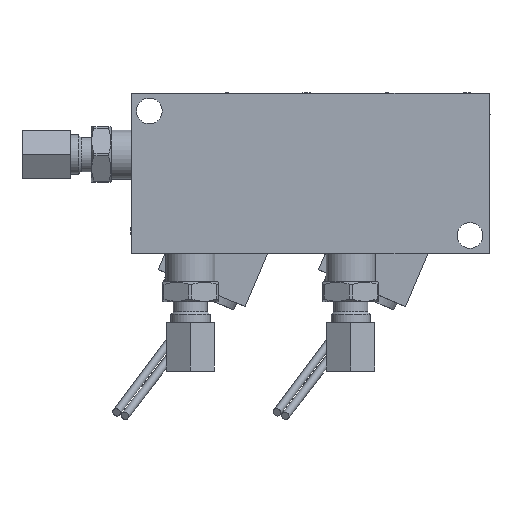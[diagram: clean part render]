
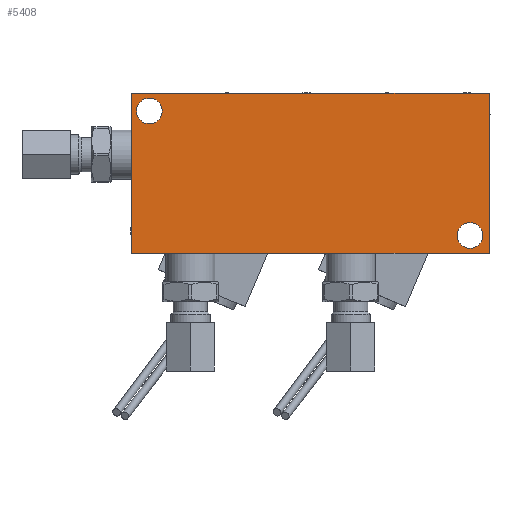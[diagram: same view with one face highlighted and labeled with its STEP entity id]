
A CAD part, front view. The second image highlights one B-rep face of the part: STEP entity #5408.
In plain terms, the highlighted planar face has unit normal (0, -1, 0).
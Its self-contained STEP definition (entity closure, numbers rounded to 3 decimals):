
#4028=CARTESIAN_POINT('',(0.0,0.0,0.0));
#4029=VERTEX_POINT('',#4028);
#4030=CARTESIAN_POINT('',(70.866,0.,0.0));
#4031=VERTEX_POINT('',#4030);
#4032=CARTESIAN_POINT('',(0.0,0.0,0.0));
#4033=DIRECTION('',(1.0,0.0,0.0));
#4034=VECTOR('',#4033,70.866);
#4035=LINE('',#4032,#4034);
#4036=EDGE_CURVE('',#4029,#4031,#4035,.T.);
#4811=CARTESIAN_POINT('',(64.516,0.,3.556));
#4812=VERTEX_POINT('',#4811);
#4813=CARTESIAN_POINT('',(67.056,0.0,3.556));
#4814=DIRECTION('',(0.0,1.0,0.0));
#4815=DIRECTION('',(1.0,0.0,0.0));
#4816=AXIS2_PLACEMENT_3D('',#4813,#4814,#4815);
#4817=CIRCLE('',#4816,2.54);
#4818=EDGE_CURVE('',#4812,#4812,#4817,.T.);
#4860=CARTESIAN_POINT('',(1.016,0.,28.194));
#4861=VERTEX_POINT('',#4860);
#4862=CARTESIAN_POINT('',(3.556,0.,28.194));
#4863=DIRECTION('',(0.0,1.0,0.0));
#4864=DIRECTION('',(1.0,0.0,0.0));
#4865=AXIS2_PLACEMENT_3D('',#4862,#4863,#4864);
#4866=CIRCLE('',#4865,2.54);
#4867=EDGE_CURVE('',#4861,#4861,#4866,.T.);
#5252=CARTESIAN_POINT('',(0.0,0.0,31.75));
#5253=VERTEX_POINT('',#5252);
#5269=CARTESIAN_POINT('',(0.0,0.0,0.0));
#5270=DIRECTION('',(0.0,0.0,1.0));
#5271=VECTOR('',#5270,31.75);
#5272=LINE('',#5269,#5271);
#5273=EDGE_CURVE('',#4029,#5253,#5272,.T.);
#5346=CARTESIAN_POINT('',(70.866,0.,31.75));
#5347=VERTEX_POINT('',#5346);
#5354=CARTESIAN_POINT('',(70.866,0.,0.0));
#5355=DIRECTION('',(0.0,0.0,1.0));
#5356=VECTOR('',#5355,31.75);
#5357=LINE('',#5354,#5356);
#5358=EDGE_CURVE('',#4031,#5347,#5357,.T.);
#5386=CARTESIAN_POINT('',(70.866,0.,0.0));
#5387=DIRECTION('',(0.0,-1.0,0.0));
#5388=DIRECTION('',(0.0,0.0,-1.0));
#5389=AXIS2_PLACEMENT_3D('',#5386,#5387,#5388);
#5390=PLANE('',#5389);
#5391=CARTESIAN_POINT('',(70.866,0.,31.75));
#5392=DIRECTION('',(-1.0,0.0,0.0));
#5393=VECTOR('',#5392,70.866);
#5394=LINE('',#5391,#5393);
#5395=EDGE_CURVE('',#5347,#5253,#5394,.T.);
#5396=ORIENTED_EDGE('',*,*,#5395,.T.);
#5397=ORIENTED_EDGE('',*,*,#5273,.F.);
#5398=ORIENTED_EDGE('',*,*,#4036,.T.);
#5399=ORIENTED_EDGE('',*,*,#5358,.T.);
#5400=EDGE_LOOP('',(#5396,#5397,#5398,#5399));
#5401=FACE_OUTER_BOUND('',#5400,.T.);
#5402=ORIENTED_EDGE('',*,*,#4818,.T.);
#5403=EDGE_LOOP('',(#5402));
#5404=FACE_BOUND('',#5403,.T.);
#5405=ORIENTED_EDGE('',*,*,#4867,.T.);
#5406=EDGE_LOOP('',(#5405));
#5407=FACE_BOUND('',#5406,.T.);
#5408=ADVANCED_FACE('',(#5401,#5404,#5407),#5390,.T.);
